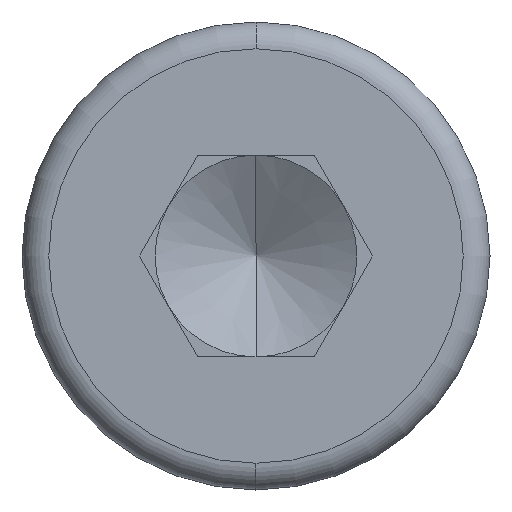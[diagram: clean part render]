
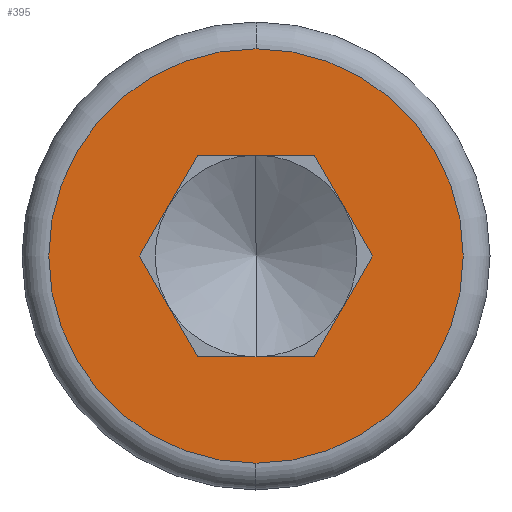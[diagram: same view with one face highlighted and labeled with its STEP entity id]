
A CAD part, left-side view. The second image highlights one B-rep face of the part: STEP entity #395.
In plain terms, the highlighted planar face has unit normal (-1, 0, 0).
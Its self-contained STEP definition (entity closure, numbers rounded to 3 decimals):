
#12 = CARTESIAN_POINT ( 'NONE',  ( 0., 0.872, 1.51 ) ) ;
#50 = CARTESIAN_POINT ( 'NONE',  ( 0., 0., -3.1 ) ) ;
#52 = ORIENTED_EDGE ( 'NONE', *, *, #366, .F. ) ;
#70 = LINE ( 'NONE', #522, #390 ) ;
#72 = FACE_OUTER_BOUND ( 'NONE', #285, .T. ) ;
#73 = DIRECTION ( 'NONE',  ( 0., 0., 1. ) ) ;
#104 = VERTEX_POINT ( 'NONE', #12 ) ;
#106 = LINE ( 'NONE', #472, #675 ) ;
#125 = CARTESIAN_POINT ( 'NONE',  ( 0., 0., 0. ) ) ;
#159 = EDGE_CURVE ( 'NONE', #343, #278, #649, .T. ) ;
#180 = EDGE_CURVE ( 'NONE', #707, #422, #746, .T. ) ;
#201 = CARTESIAN_POINT ( 'NONE',  ( 0., -1.744, 0. ) ) ;
#211 = FACE_BOUND ( 'NONE', #645, .T. ) ;
#217 = DIRECTION ( 'NONE',  ( 0., -0.5, -0.866 ) ) ;
#250 = DIRECTION ( 'NONE',  ( 0., -0.5, 0.866 ) ) ;
#254 = ORIENTED_EDGE ( 'NONE', *, *, #159, .T. ) ;
#255 = CARTESIAN_POINT ( 'NONE',  ( 0., -0.872, 1.51 ) ) ;
#278 = VERTEX_POINT ( 'NONE', #201 ) ;
#282 = ORIENTED_EDGE ( 'NONE', *, *, #450, .T. ) ;
#285 = EDGE_LOOP ( 'NONE', ( #494, #678 ) ) ;
#294 = DIRECTION ( 'NONE',  ( 0., 0.5, -0.866 ) ) ;
#295 = VERTEX_POINT ( 'NONE', #443 ) ;
#335 = AXIS2_PLACEMENT_3D ( 'NONE', #676, #489, #420 ) ;
#343 = VERTEX_POINT ( 'NONE', #255 ) ;
#358 = DIRECTION ( 'NONE',  ( 0., 1., 0. ) ) ;
#366 = EDGE_CURVE ( 'NONE', #642, #371, #70, .T. ) ;
#367 = ORIENTED_EDGE ( 'NONE', *, *, #756, .F. ) ;
#371 = VERTEX_POINT ( 'NONE', #542 ) ;
#378 = DIRECTION ( 'NONE',  ( 0., 0., 1. ) ) ;
#389 = CARTESIAN_POINT ( 'NONE',  ( 0., -0.872, 1.51 ) ) ;
#390 = VECTOR ( 'NONE', #217, 1000. ) ;
#395 = ADVANCED_FACE ( 'NONE', ( #211, #72 ), #524, .T. ) ;
#397 = DIRECTION ( 'NONE',  ( -1., 0., 0. ) ) ;
#404 = AXIS2_PLACEMENT_3D ( 'NONE', #587, #521, #73 ) ;
#409 = CARTESIAN_POINT ( 'NONE',  ( 0., 1.744, 0. ) ) ;
#420 = DIRECTION ( 'NONE',  ( 0., 0., 1. ) ) ;
#422 = VERTEX_POINT ( 'NONE', #50 ) ;
#443 = CARTESIAN_POINT ( 'NONE',  ( 0., -0.872, -1.51 ) ) ;
#449 = DIRECTION ( 'NONE',  ( 0., -0.5, -0.866 ) ) ;
#450 = EDGE_CURVE ( 'NONE', #642, #104, #819, .T. ) ;
#472 = CARTESIAN_POINT ( 'NONE',  ( 0., -0.872, 1.51 ) ) ;
#489 = DIRECTION ( 'NONE',  ( -1., 0., 0. ) ) ;
#494 = ORIENTED_EDGE ( 'NONE', *, *, #180, .T. ) ;
#498 = AXIS2_PLACEMENT_3D ( 'NONE', #125, #397, #378 ) ;
#514 = EDGE_CURVE ( 'NONE', #371, #295, #769, .T. ) ;
#521 = DIRECTION ( 'NONE',  ( -1., 0., 0. ) ) ;
#522 = CARTESIAN_POINT ( 'NONE',  ( 0., 1.744, 0. ) ) ;
#524 = PLANE ( 'NONE',  #498 ) ;
#525 = VECTOR ( 'NONE', #294, 1000. ) ;
#542 = CARTESIAN_POINT ( 'NONE',  ( 0., 0.872, -1.51 ) ) ;
#570 = ORIENTED_EDGE ( 'NONE', *, *, #514, .F. ) ;
#587 = CARTESIAN_POINT ( 'NONE',  ( 0., 0., 0. ) ) ;
#597 = CIRCLE ( 'NONE', #335, 3.1 ) ;
#610 = CARTESIAN_POINT ( 'NONE',  ( 0., -1.744, 0. ) ) ;
#642 = VERTEX_POINT ( 'NONE', #409 ) ;
#645 = EDGE_LOOP ( 'NONE', ( #282, #367, #254, #820, #570, #52 ) ) ;
#649 = LINE ( 'NONE', #389, #763 ) ;
#661 = VECTOR ( 'NONE', #250, 1000. ) ;
#668 = LINE ( 'NONE', #610, #525 ) ;
#675 = VECTOR ( 'NONE', #358, 1000. ) ;
#676 = CARTESIAN_POINT ( 'NONE',  ( 0., 0., 0. ) ) ;
#678 = ORIENTED_EDGE ( 'NONE', *, *, #729, .T. ) ;
#699 = CARTESIAN_POINT ( 'NONE',  ( 0., 1.744, 0. ) ) ;
#707 = VERTEX_POINT ( 'NONE', #715 ) ;
#710 = CARTESIAN_POINT ( 'NONE',  ( 0., 0.872, -1.51 ) ) ;
#715 = CARTESIAN_POINT ( 'NONE',  ( 0., 0., 3.1 ) ) ;
#729 = EDGE_CURVE ( 'NONE', #422, #707, #597, .T. ) ;
#746 = CIRCLE ( 'NONE', #404, 3.1 ) ;
#753 = DIRECTION ( 'NONE',  ( 0., -1., 0. ) ) ;
#756 = EDGE_CURVE ( 'NONE', #343, #104, #106, .T. ) ;
#763 = VECTOR ( 'NONE', #449, 1000. ) ;
#769 = LINE ( 'NONE', #710, #815 ) ;
#798 = EDGE_CURVE ( 'NONE', #278, #295, #668, .T. ) ;
#815 = VECTOR ( 'NONE', #753, 1000. ) ;
#819 = LINE ( 'NONE', #699, #661 ) ;
#820 = ORIENTED_EDGE ( 'NONE', *, *, #798, .T. ) ;
